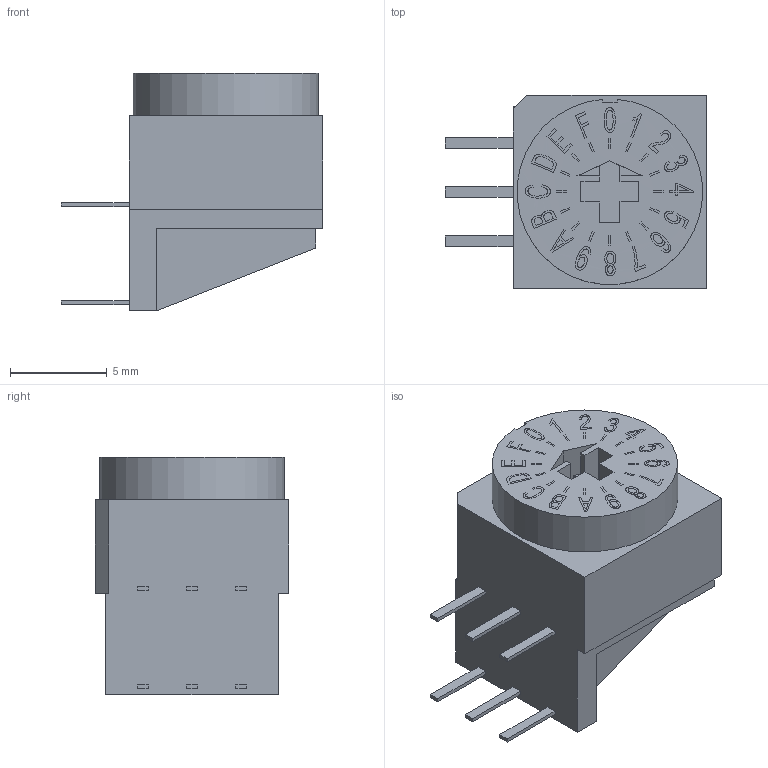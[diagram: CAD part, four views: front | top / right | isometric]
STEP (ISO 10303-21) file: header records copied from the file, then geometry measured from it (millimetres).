
FILE_DESCRIPTION((' '),'2;1');
FILE_NAME('RDTCx16R1x.stp','2017-07-31T13:42:19',(' '),(' '),' ','ACIS',' ');
FILE_SCHEMA(('CONFIG_CONTROL_DESIGN'));
Length unit declared in the file: inch
Products named in the file (1): RDTCx16R1x.stp
Bounding box: 13.5 x 10 x 12.3 mm (x, y, z)
Volume: 887.1 mm3; surface area: 716.4 mm2
Topology: 1 solids, 2 shells, 117 faces, 453 edges, 390 vertices
Faces by surface type: plane 115, cylinder 2
Full cylindrical faces by diameter (mm): 4.1 x1
Entity records: 5214 total; most frequent: CARTESIAN_POINT 1288, ORIENTED_EDGE 904, DIRECTION 583, EDGE_CURVE 452, VERTEX_POINT 390, VECTOR 337, LINE 337, EDGE_LOOP 168
